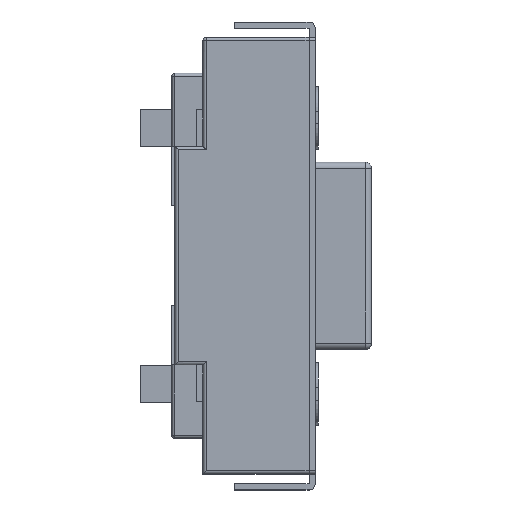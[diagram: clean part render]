
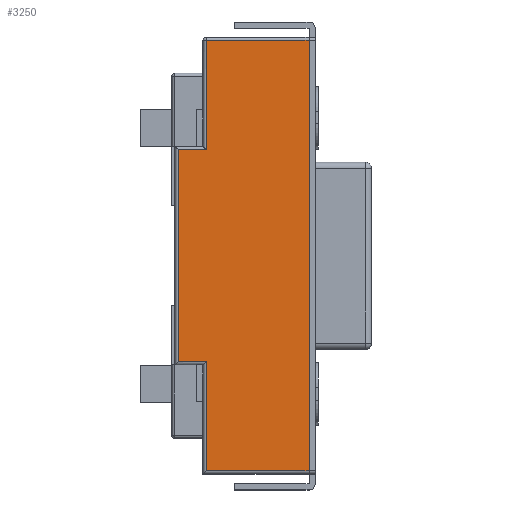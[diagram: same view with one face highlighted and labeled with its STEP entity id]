
A CAD part, top view. The second image highlights one B-rep face of the part: STEP entity #3250.
In plain terms, the highlighted planar face has unit normal (0, 0, 1).
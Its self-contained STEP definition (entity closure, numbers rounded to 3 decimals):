
#119=PLANE('',#3565);
#315=LINE('',#5052,#657);
#369=LINE('',#5194,#711);
#371=LINE('',#5201,#713);
#373=LINE('',#5207,#715);
#375=LINE('',#5219,#717);
#378=LINE('',#5223,#720);
#383=LINE('',#5235,#725);
#385=LINE('',#5239,#727);
#657=VECTOR('',#4073,10.);
#711=VECTOR('',#4211,10.);
#713=VECTOR('',#4219,10.);
#715=VECTOR('',#4225,10.);
#717=VECTOR('',#4239,10.);
#720=VECTOR('',#4244,10.);
#725=VECTOR('',#4257,10.);
#727=VECTOR('',#4263,10.);
#1042=FACE_OUTER_BOUND('',#1245,.T.);
#1245=EDGE_LOOP('',(#2816,#2817,#2818,#2819,#2820,#2821,#2822,#2823));
#1574=VERTEX_POINT('',#5049);
#1575=VERTEX_POINT('',#5051);
#1620=VERTEX_POINT('',#5192);
#1621=VERTEX_POINT('',#5193);
#1623=VERTEX_POINT('',#5200);
#1625=VERTEX_POINT('',#5206);
#1629=VERTEX_POINT('',#5215);
#1632=VERTEX_POINT('',#5234);
#1934=EDGE_CURVE('',#1574,#1575,#315,.T.);
#2005=EDGE_CURVE('',#1620,#1621,#369,.T.);
#2009=EDGE_CURVE('',#1621,#1623,#371,.T.);
#2012=EDGE_CURVE('',#1623,#1625,#373,.T.);
#2018=EDGE_CURVE('',#1625,#1629,#375,.T.);
#2021=EDGE_CURVE('',#1629,#1574,#378,.T.);
#2027=EDGE_CURVE('',#1632,#1620,#383,.T.);
#2030=EDGE_CURVE('',#1575,#1632,#385,.T.);
#2816=ORIENTED_EDGE('',*,*,#2030,.F.);
#2817=ORIENTED_EDGE('',*,*,#1934,.F.);
#2818=ORIENTED_EDGE('',*,*,#2021,.F.);
#2819=ORIENTED_EDGE('',*,*,#2018,.F.);
#2820=ORIENTED_EDGE('',*,*,#2012,.F.);
#2821=ORIENTED_EDGE('',*,*,#2009,.F.);
#2822=ORIENTED_EDGE('',*,*,#2005,.F.);
#2823=ORIENTED_EDGE('',*,*,#2027,.F.);
#3250=ADVANCED_FACE('',(#1042),#119,.T.);
#3565=AXIS2_PLACEMENT_3D('',#5318,#4348,#4349);
#4073=DIRECTION('',(0.,-1.,0.));
#4211=DIRECTION('',(-1.,0.,0.));
#4219=DIRECTION('',(0.,1.,0.));
#4225=DIRECTION('',(1.,0.,0.));
#4239=DIRECTION('',(0.,1.,0.));
#4244=DIRECTION('',(1.,0.,0.));
#4257=DIRECTION('',(0.,1.,0.));
#4263=DIRECTION('',(-1.,0.,0.));
#4348=DIRECTION('center_axis',(0.,0.,1.));
#4349=DIRECTION('ref_axis',(0.,1.,0.));
#5049=CARTESIAN_POINT('',(0.,6.95,3.5));
#5051=CARTESIAN_POINT('',(0.,0.05,3.5));
#5052=CARTESIAN_POINT('',(0.,7.,3.5));
#5192=CARTESIAN_POINT('',(-1.65,1.8,3.5));
#5193=CARTESIAN_POINT('',(-2.1,1.8,3.5));
#5194=CARTESIAN_POINT('',(-1.1,1.8,3.5));
#5200=CARTESIAN_POINT('',(-2.1,5.2,3.5));
#5201=CARTESIAN_POINT('',(-2.1,1.75,3.5));
#5206=CARTESIAN_POINT('',(-1.65,5.2,3.5));
#5207=CARTESIAN_POINT('',(-1.1,5.2,3.5));
#5215=CARTESIAN_POINT('',(-1.65,6.95,3.5));
#5219=CARTESIAN_POINT('',(-1.65,3.063,3.5));
#5223=CARTESIAN_POINT('',(0.,6.95,3.5));
#5234=CARTESIAN_POINT('',(-1.65,0.05,3.5));
#5235=CARTESIAN_POINT('',(-1.65,0.438,3.5));
#5239=CARTESIAN_POINT('',(0.,0.05,3.5));
#5318=CARTESIAN_POINT('Origin',(0.,0.,3.5));
